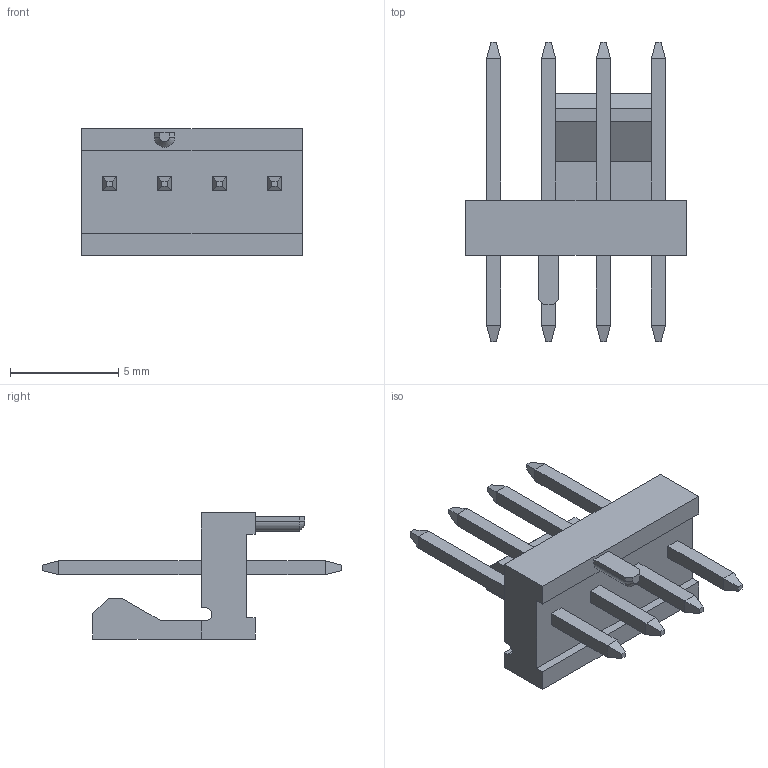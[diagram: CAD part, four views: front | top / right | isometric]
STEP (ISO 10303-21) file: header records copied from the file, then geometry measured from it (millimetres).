
FILE_DESCRIPTION((''),'2;1');
FILE_NAME('470533000','2014-04-29T',('Me'),(''),'PRO/ENGINEER BY PARAMETRIC TECHNOLOGY CORPORATION, 2011490','PRO/ENGINEER BY PARAMETRIC TECHNOLOGY CORPORATION, 2011490','');
FILE_SCHEMA(('CONFIG_CONTROL_DESIGN'));
Length unit declared in the file: millimetre
Products named in the file (1): 470533000
Bounding box: 10.2 x 13.84 x 5.84 mm (x, y, z)
Volume: 182.7 mm3; surface area: 400.7 mm2
Topology: 1 solids, 1 shells, 101 faces, 246 edges, 156 vertices
Faces by surface type: plane 98, cylinder 2, cone 1
Entity records: 2905 total; most frequent: CARTESIAN_POINT 494, ORIENTED_EDGE 472, DIRECTION 465, EDGE_CURVE 236, VECTOR 231, LINE 231, VERTEX_POINT 146, AXIS2_PLACEMENT_3D 117
